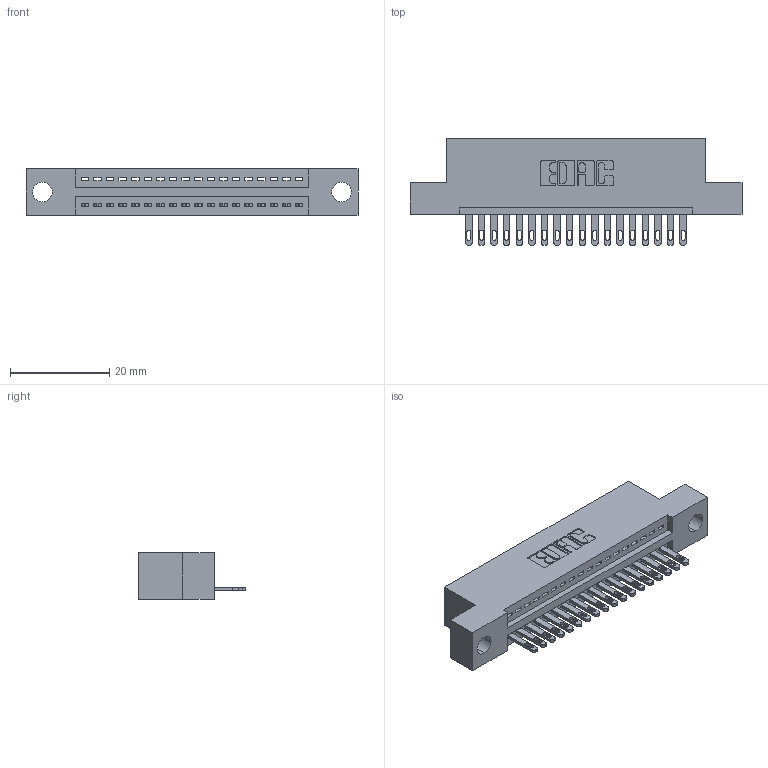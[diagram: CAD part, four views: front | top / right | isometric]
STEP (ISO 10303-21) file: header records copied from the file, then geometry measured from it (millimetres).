
FILE_DESCRIPTION (( 'STEP AP203' ), '1' );
FILE_NAME ('345-018-500-104.STEP', '2019-10-04T16:36:23', ( '' ), ( '' ), 'SwSTEP 2.0', 'SolidWorks 2016', '' );
FILE_SCHEMA (( 'CONFIG_CONTROL_DESIGN' ));
Length unit declared in the file: inch
Products named in the file (3): 345-292-001_345-293-100; 345 Part_Flush Mounting Lugs - 0.156 Dia-TH; 345-018-500-104
Assembly tree (19 placements, depth 2):
  345-018-500-104
    345 Part_Flush Mounting Lugs - 0.156 Dia-TH
    345-292-001_345-293-100  x18
Bounding box: 66.93 x 21.51 x 9.4 mm (x, y, z)
Volume: 6083.7 mm3; surface area: 7607.6 mm2
Topology: 19 solids, 19 shells, 1098 faces, 3365 edges, 2242 vertices
Faces by surface type: plane 692, cylinder 406
Entity records: 16711 total; most frequent: CARTESIAN_POINT 2902, ORIENTED_EDGE 2854, DIRECTION 2571, EDGE_CURVE 1427, LINE 1219, VECTOR 1219, VERTEX_POINT 950, AXIS2_PLACEMENT_3D 676
